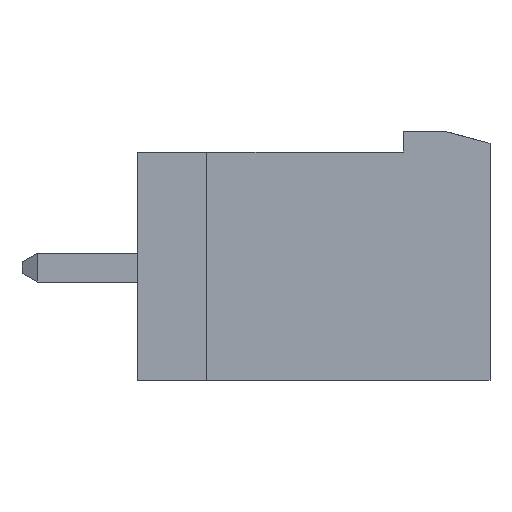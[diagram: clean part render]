
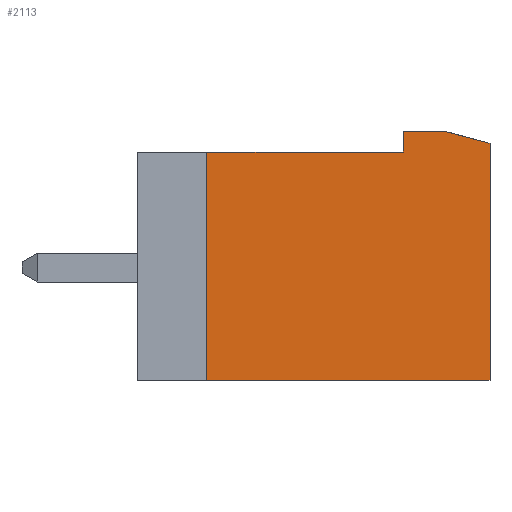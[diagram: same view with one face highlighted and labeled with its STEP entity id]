
A CAD part, front view. The second image highlights one B-rep face of the part: STEP entity #2113.
In plain terms, the highlighted planar face has unit normal (0, -1, 0).
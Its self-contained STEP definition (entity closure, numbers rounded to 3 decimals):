
#2113 = ADVANCED_FACE( '', ( #4438 ), #4439, .F. );
#4438 = FACE_OUTER_BOUND( '', #6910, .T. );
#4439 = PLANE( '', #6911 );
#6910 = EDGE_LOOP( '', ( #13078, #13079, #13080, #13081, #13082, #13083, #13084 ) );
#6911 = AXIS2_PLACEMENT_3D( '', #13085, #13086, #13087 );
#13078 = ORIENTED_EDGE( '', *, *, #14854, .T. );
#13079 = ORIENTED_EDGE( '', *, *, #15979, .T. );
#13080 = ORIENTED_EDGE( '', *, *, #16948, .T. );
#13081 = ORIENTED_EDGE( '', *, *, #16949, .T. );
#13082 = ORIENTED_EDGE( '', *, *, #16730, .T. );
#13083 = ORIENTED_EDGE( '', *, *, #14908, .T. );
#13084 = ORIENTED_EDGE( '', *, *, #16739, .T. );
#13085 = CARTESIAN_POINT( '', ( 0., -112.76, 450.7 ) );
#13086 = DIRECTION( '', ( 0., 1., 0. ) );
#13087 = DIRECTION( '', ( -1., 0., 0. ) );
#14854 = EDGE_CURVE( '', #17938, #17936, #17939, .T. );
#14908 = EDGE_CURVE( '', #18032, #18030, #18033, .T. );
#15979 = EDGE_CURVE( '', #17936, #19720, #19722, .T. );
#16730 = EDGE_CURVE( '', #20688, #18032, #20689, .T. );
#16739 = EDGE_CURVE( '', #18030, #17938, #20700, .T. );
#16948 = EDGE_CURVE( '', #19720, #20933, #20934, .T. );
#16949 = EDGE_CURVE( '', #20933, #20688, #20935, .T. );
#17936 = VERTEX_POINT( '', #22283 );
#17938 = VERTEX_POINT( '', #22286 );
#17939 = LINE( '', #22287, #22288 );
#18030 = VERTEX_POINT( '', #22420 );
#18032 = VERTEX_POINT( '', #22423 );
#18033 = LINE( '', #22424, #22425 );
#19720 = VERTEX_POINT( '', #24950 );
#19722 = LINE( '', #24953, #24954 );
#20688 = VERTEX_POINT( '', #26427 );
#20689 = LINE( '', #26428, #26429 );
#20700 = LINE( '', #26448, #26449 );
#20933 = VERTEX_POINT( '', #26781 );
#20934 = LINE( '', #26782, #26783 );
#20935 = LINE( '', #26784, #26785 );
#22283 = CARTESIAN_POINT( '', ( 0., -112.76, 450. ) );
#22286 = CARTESIAN_POINT( '', ( 0., -112.76, 450.7 ) );
#22287 = CARTESIAN_POINT( '', ( 0., -112.76, 450.2 ) );
#22288 = VECTOR( '', #27446, 1000. );
#22420 = CARTESIAN_POINT( '', ( 1.507, -112.76, 450.7 ) );
#22423 = CARTESIAN_POINT( '', ( 3., -112.76, 450.3 ) );
#22424 = CARTESIAN_POINT( '', ( 1.507, -112.76, 450.7 ) );
#22425 = VECTOR( '', #27489, 1000. );
#24950 = CARTESIAN_POINT( '', ( -6.8, -112.76, 450. ) );
#24953 = CARTESIAN_POINT( '', ( -6.8, -112.76, 450. ) );
#24954 = VECTOR( '', #28404, 1000. );
#26427 = CARTESIAN_POINT( '', ( 3., -112.76, 442.1 ) );
#26428 = CARTESIAN_POINT( '', ( 3., -112.76, 450.3 ) );
#26429 = VECTOR( '', #28999, 1000. );
#26448 = CARTESIAN_POINT( '', ( 0., -112.76, 450.7 ) );
#26449 = VECTOR( '', #29005, 1000. );
#26781 = CARTESIAN_POINT( '', ( -6.8, -112.76, 442.1 ) );
#26782 = CARTESIAN_POINT( '', ( -6.8, -112.76, 442.1 ) );
#26783 = VECTOR( '', #29117, 1000. );
#26784 = CARTESIAN_POINT( '', ( 3., -112.76, 442.1 ) );
#26785 = VECTOR( '', #29118, 1000. );
#27446 = DIRECTION( '', ( 0., 0., -1. ) );
#27489 = DIRECTION( '', ( -0.966, 0., 0.259 ) );
#28404 = DIRECTION( '', ( -1., 0., 0. ) );
#28999 = DIRECTION( '', ( 0., 0., 1. ) );
#29005 = DIRECTION( '', ( -1., 0., 0. ) );
#29117 = DIRECTION( '', ( 0., 0., -1. ) );
#29118 = DIRECTION( '', ( 1., 0., 0. ) );
